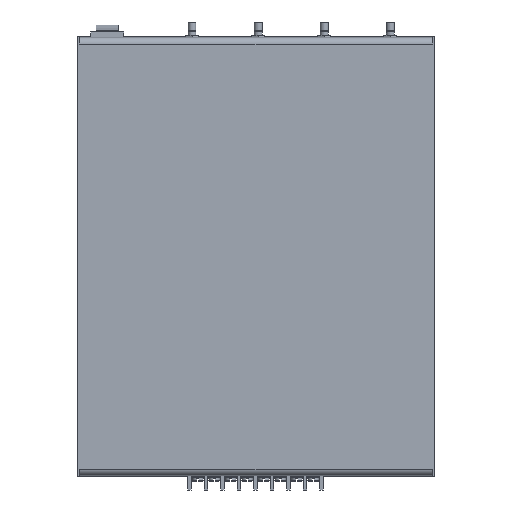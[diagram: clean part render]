
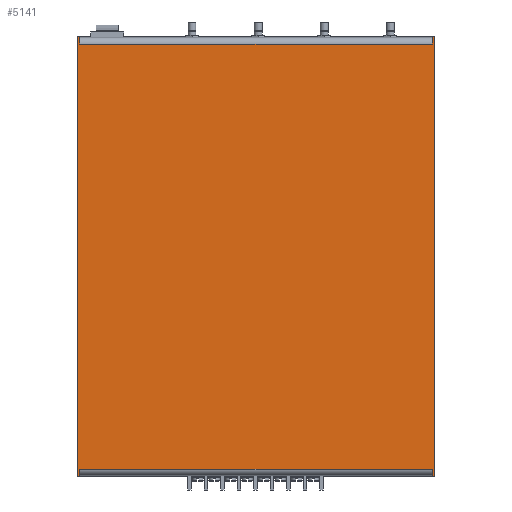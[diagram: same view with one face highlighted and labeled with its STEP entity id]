
A CAD part, front view. The second image highlights one B-rep face of the part: STEP entity #5141.
In plain terms, the highlighted planar face has unit normal (0, -1, 0).
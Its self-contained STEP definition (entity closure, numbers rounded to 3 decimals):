
#10 = LINE ( 'NONE', #4063, #22695 ) ;
#461 = CARTESIAN_POINT ( 'NONE',  ( -81., 0., 100. ) ) ;
#494 = LINE ( 'NONE', #12998, #8559 ) ;
#553 = DIRECTION ( 'NONE',  ( 0., 0., -1. ) ) ;
#735 = VERTEX_POINT ( 'NONE', #16286 ) ;
#1773 = EDGE_CURVE ( 'NONE', #24129, #17730, #4399, .T. ) ;
#2080 = LINE ( 'NONE', #20945, #16567 ) ;
#2143 = LINE ( 'NONE', #20773, #20217 ) ;
#2175 = CARTESIAN_POINT ( 'NONE',  ( -80., 0., 96.5 ) ) ;
#2398 = CARTESIAN_POINT ( 'NONE',  ( -80., 0., -96.5 ) ) ;
#2448 = VERTEX_POINT ( 'NONE', #12621 ) ;
#2487 = ORIENTED_EDGE ( 'NONE', *, *, #3008, .F. ) ;
#2492 = LINE ( 'NONE', #5610, #3918 ) ;
#2572 = CARTESIAN_POINT ( 'NONE',  ( 80., 0., 100. ) ) ;
#2745 = VERTEX_POINT ( 'NONE', #18224 ) ;
#3008 = EDGE_CURVE ( 'NONE', #13569, #23877, #494, .T. ) ;
#3145 = EDGE_CURVE ( 'NONE', #17730, #7414, #10, .T. ) ;
#3332 = CARTESIAN_POINT ( 'NONE',  ( -81., 0., 100. ) ) ;
#3350 = LINE ( 'NONE', #5192, #23747 ) ;
#3876 = ORIENTED_EDGE ( 'NONE', *, *, #18441, .T. ) ;
#3918 = VECTOR ( 'NONE', #6175, 1000. ) ;
#4042 = DIRECTION ( 'NONE',  ( -1., 0., 0. ) ) ;
#4063 = CARTESIAN_POINT ( 'NONE',  ( 80., 0., 100. ) ) ;
#4399 = LINE ( 'NONE', #19327, #7882 ) ;
#4596 = VERTEX_POINT ( 'NONE', #2398 ) ;
#4764 = DIRECTION ( 'NONE',  ( -1., 0., 0. ) ) ;
#4776 = VECTOR ( 'NONE', #23789, 1000. ) ;
#4844 = CARTESIAN_POINT ( 'NONE',  ( -80., 0., 100. ) ) ;
#4950 = EDGE_CURVE ( 'NONE', #2448, #8502, #13783, .T. ) ;
#5088 = FACE_OUTER_BOUND ( 'NONE', #6753, .T. ) ;
#5141 = ADVANCED_FACE ( 'NONE', ( #5088 ), #20157, .T. ) ;
#5192 = CARTESIAN_POINT ( 'NONE',  ( 81., 0., 100. ) ) ;
#5610 = CARTESIAN_POINT ( 'NONE',  ( -285.064, 0., -96.5 ) ) ;
#6091 = LINE ( 'NONE', #17233, #13833 ) ;
#6175 = DIRECTION ( 'NONE',  ( 1., 0., 0. ) ) ;
#6723 = CARTESIAN_POINT ( 'NONE',  ( 80., 0., 96.5 ) ) ;
#6753 = EDGE_LOOP ( 'NONE', ( #2487, #9588, #3876, #10969, #8619, #7321, #12306, #11354, #16014, #9581, #14550, #8687 ) ) ;
#6830 = EDGE_CURVE ( 'NONE', #24129, #8523, #3350, .T. ) ;
#7321 = ORIENTED_EDGE ( 'NONE', *, *, #6830, .F. ) ;
#7414 = VERTEX_POINT ( 'NONE', #6723 ) ;
#7882 = VECTOR ( 'NONE', #17495, 1000. ) ;
#7890 = CARTESIAN_POINT ( 'NONE',  ( -80., 0., -100. ) ) ;
#8148 = CARTESIAN_POINT ( 'NONE',  ( -80., 0., 100. ) ) ;
#8502 = VERTEX_POINT ( 'NONE', #2175 ) ;
#8523 = VERTEX_POINT ( 'NONE', #22650 ) ;
#8559 = VECTOR ( 'NONE', #13120, 1000. ) ;
#8619 = ORIENTED_EDGE ( 'NONE', *, *, #19881, .F. ) ;
#8687 = ORIENTED_EDGE ( 'NONE', *, *, #17423, .T. ) ;
#8792 = LINE ( 'NONE', #19957, #13885 ) ;
#9581 = ORIENTED_EDGE ( 'NONE', *, *, #4950, .F. ) ;
#9588 = ORIENTED_EDGE ( 'NONE', *, *, #14564, .F. ) ;
#10119 = EDGE_CURVE ( 'NONE', #2448, #16461, #2080, .T. ) ;
#10459 = DIRECTION ( 'NONE',  ( 0., -1., 0. ) ) ;
#10546 = EDGE_CURVE ( 'NONE', #735, #2745, #6091, .T. ) ;
#10806 = DIRECTION ( 'NONE',  ( 0., 0., -1. ) ) ;
#10955 = DIRECTION ( 'NONE',  ( 0., 0., -1. ) ) ;
#10969 = ORIENTED_EDGE ( 'NONE', *, *, #10546, .T. ) ;
#11118 = DIRECTION ( 'NONE',  ( 1., 0., 0. ) ) ;
#11354 = ORIENTED_EDGE ( 'NONE', *, *, #3145, .T. ) ;
#11522 = CARTESIAN_POINT ( 'NONE',  ( -81., 0., -100. ) ) ;
#11644 = DIRECTION ( 'NONE',  ( 0., 0., -1. ) ) ;
#11672 = EDGE_CURVE ( 'NONE', #8502, #7414, #8792, .T. ) ;
#11952 = AXIS2_PLACEMENT_3D ( 'NONE', #4844, #10459, #10955 ) ;
#12306 = ORIENTED_EDGE ( 'NONE', *, *, #1773, .T. ) ;
#12621 = CARTESIAN_POINT ( 'NONE',  ( -80., 0., 100. ) ) ;
#12998 = CARTESIAN_POINT ( 'NONE',  ( -80., 0., -100. ) ) ;
#13120 = DIRECTION ( 'NONE',  ( -1., 0., 0. ) ) ;
#13145 = VECTOR ( 'NONE', #553, 1000. ) ;
#13569 = VERTEX_POINT ( 'NONE', #7890 ) ;
#13593 = CARTESIAN_POINT ( 'NONE',  ( 81., 0., -100. ) ) ;
#13783 = LINE ( 'NONE', #8148, #13145 ) ;
#13833 = VECTOR ( 'NONE', #23350, 1000. ) ;
#13885 = VECTOR ( 'NONE', #11118, 1000. ) ;
#14550 = ORIENTED_EDGE ( 'NONE', *, *, #10119, .T. ) ;
#14564 = EDGE_CURVE ( 'NONE', #4596, #13569, #2143, .T. ) ;
#15587 = VECTOR ( 'NONE', #4764, 1000. ) ;
#16014 = ORIENTED_EDGE ( 'NONE', *, *, #11672, .F. ) ;
#16286 = CARTESIAN_POINT ( 'NONE',  ( 80., 0., -96.5 ) ) ;
#16461 = VERTEX_POINT ( 'NONE', #461 ) ;
#16567 = VECTOR ( 'NONE', #4042, 1000. ) ;
#17233 = CARTESIAN_POINT ( 'NONE',  ( 80., 0., 100. ) ) ;
#17423 = EDGE_CURVE ( 'NONE', #16461, #23877, #18757, .T. ) ;
#17495 = DIRECTION ( 'NONE',  ( -1., 0., 0. ) ) ;
#17730 = VERTEX_POINT ( 'NONE', #2572 ) ;
#18224 = CARTESIAN_POINT ( 'NONE',  ( 80., 0., -100. ) ) ;
#18441 = EDGE_CURVE ( 'NONE', #4596, #735, #2492, .T. ) ;
#18757 = LINE ( 'NONE', #3332, #4776 ) ;
#19327 = CARTESIAN_POINT ( 'NONE',  ( 81., 0., 100. ) ) ;
#19881 = EDGE_CURVE ( 'NONE', #8523, #2745, #22920, .T. ) ;
#19957 = CARTESIAN_POINT ( 'NONE',  ( -285.064, 0., 96.5 ) ) ;
#20157 = PLANE ( 'NONE',  #11952 ) ;
#20217 = VECTOR ( 'NONE', #22740, 1000. ) ;
#20773 = CARTESIAN_POINT ( 'NONE',  ( -80., 0., 100. ) ) ;
#20945 = CARTESIAN_POINT ( 'NONE',  ( -80., 0., 100. ) ) ;
#21379 = CARTESIAN_POINT ( 'NONE',  ( 81., 0., 100. ) ) ;
#22650 = CARTESIAN_POINT ( 'NONE',  ( 81., 0., -100. ) ) ;
#22695 = VECTOR ( 'NONE', #11644, 1000. ) ;
#22740 = DIRECTION ( 'NONE',  ( 0., 0., -1. ) ) ;
#22920 = LINE ( 'NONE', #13593, #15587 ) ;
#23350 = DIRECTION ( 'NONE',  ( 0., 0., -1. ) ) ;
#23747 = VECTOR ( 'NONE', #10806, 1000. ) ;
#23789 = DIRECTION ( 'NONE',  ( 0., 0., -1. ) ) ;
#23877 = VERTEX_POINT ( 'NONE', #11522 ) ;
#24129 = VERTEX_POINT ( 'NONE', #21379 ) ;
